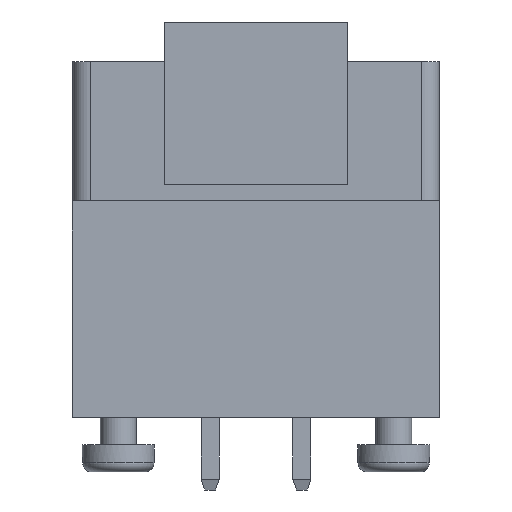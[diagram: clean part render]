
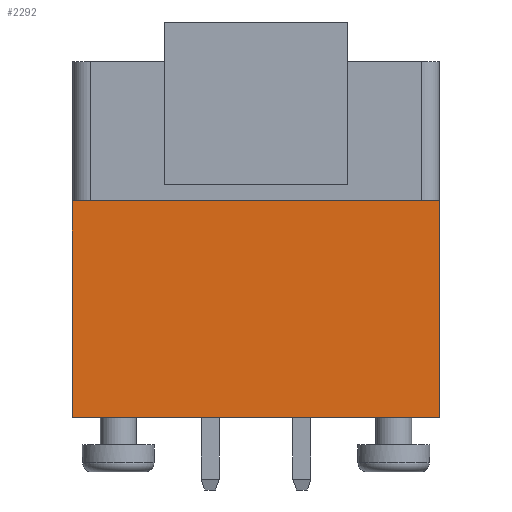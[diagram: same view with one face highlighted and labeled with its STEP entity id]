
A CAD part, front view. The second image highlights one B-rep face of the part: STEP entity #2292.
In plain terms, the highlighted planar face has unit normal (0, -1, 0).
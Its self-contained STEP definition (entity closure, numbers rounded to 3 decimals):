
#1082 = VERTEX_POINT('',#1083);
#1083 = CARTESIAN_POINT('',(-7.62,-3.8,0.));
#1129 = VERTEX_POINT('',#1130);
#1130 = CARTESIAN_POINT('',(-7.62,-3.8,12.));
#1136 = EDGE_CURVE('',#1082,#1129,#1137,.T.);
#1137 = LINE('',#1138,#1139);
#1138 = CARTESIAN_POINT('',(-7.62,-3.8,0.));
#1139 = VECTOR('',#1140,1.);
#1140 = DIRECTION('',(0.,0.,1.));
#1561 = VERTEX_POINT('',#1562);
#1562 = CARTESIAN_POINT('',(12.7,-3.8,0.));
#1601 = VERTEX_POINT('',#1602);
#1602 = CARTESIAN_POINT('',(12.7,-3.8,12.));
#1608 = EDGE_CURVE('',#1561,#1601,#1609,.T.);
#1609 = LINE('',#1610,#1611);
#1610 = CARTESIAN_POINT('',(12.7,-3.8,0.));
#1611 = VECTOR('',#1612,1.);
#1612 = DIRECTION('',(0.,0.,1.));
#2027 = EDGE_CURVE('',#1129,#1601,#2028,.T.);
#2028 = LINE('',#2029,#2030);
#2029 = CARTESIAN_POINT('',(-7.62,-3.8,12.));
#2030 = VECTOR('',#2031,1.);
#2031 = DIRECTION('',(1.,0.,0.));
#2174 = EDGE_CURVE('',#1082,#1561,#2175,.T.);
#2175 = LINE('',#2176,#2177);
#2176 = CARTESIAN_POINT('',(-7.62,-3.8,0.));
#2177 = VECTOR('',#2178,1.);
#2178 = DIRECTION('',(1.,0.,0.));
#2292 = ADVANCED_FACE('',(#2293),#2299,.T.);
#2293 = FACE_BOUND('',#2294,.T.);
#2294 = EDGE_LOOP('',(#2295,#2296,#2297,#2298));
#2295 = ORIENTED_EDGE('',*,*,#2174,.T.);
#2296 = ORIENTED_EDGE('',*,*,#1608,.T.);
#2297 = ORIENTED_EDGE('',*,*,#2027,.F.);
#2298 = ORIENTED_EDGE('',*,*,#1136,.F.);
#2299 = PLANE('',#2300);
#2300 = AXIS2_PLACEMENT_3D('',#2301,#2302,#2303);
#2301 = CARTESIAN_POINT('',(-7.62,-3.8,0.));
#2302 = DIRECTION('',(0.,-1.,0.));
#2303 = DIRECTION('',(0.,0.,1.));
